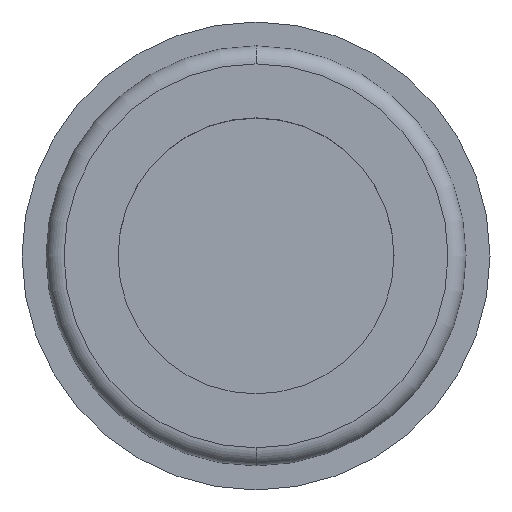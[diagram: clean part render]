
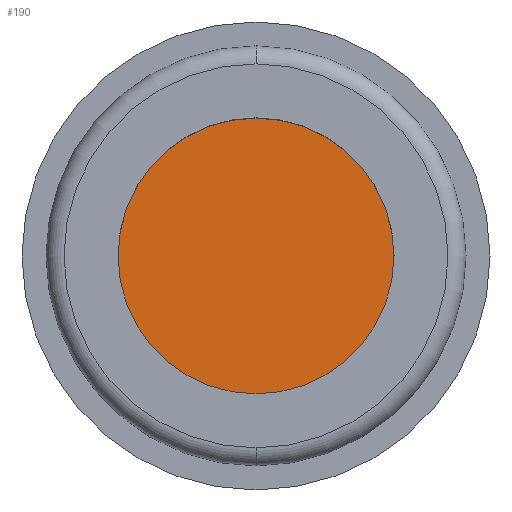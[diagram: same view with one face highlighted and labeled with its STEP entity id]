
A CAD part, top view. The second image highlights one B-rep face of the part: STEP entity #190.
In plain terms, the highlighted face is planar.
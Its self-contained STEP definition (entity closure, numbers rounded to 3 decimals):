
#50 = PLANE ( 'NONE',  #197 ) ;
#72 = EDGE_CURVE ( 'NONE', #127, #500, #435, .T. ) ;
#83 = CARTESIAN_POINT ( 'NONE',  ( 0., 10.7, -11.5 ) ) ;
#85 = DIRECTION ( 'NONE',  ( 0., 0., -1. ) ) ;
#95 = DIRECTION ( 'NONE',  ( 0., -1., 0. ) ) ;
#104 = DIRECTION ( 'NONE',  ( 0., 0., -1. ) ) ;
#108 = CARTESIAN_POINT ( 'NONE',  ( 0., 10.7, 11.5 ) ) ;
#127 = VERTEX_POINT ( 'NONE', #108 ) ;
#149 = CARTESIAN_POINT ( 'NONE',  ( 0., 10.7, 0. ) ) ;
#190 = ADVANCED_FACE ( 'NONE', ( #358 ), #50, .T. ) ;
#197 = AXIS2_PLACEMENT_3D ( 'NONE', #372, #95, #560 ) ;
#204 = DIRECTION ( 'NONE',  ( 0., -1., 0. ) ) ;
#220 = ORIENTED_EDGE ( 'NONE', *, *, #633, .T. ) ;
#256 = ORIENTED_EDGE ( 'NONE', *, *, #72, .T. ) ;
#303 = CIRCLE ( 'NONE', #538, 11.5 ) ;
#347 = AXIS2_PLACEMENT_3D ( 'NONE', #477, #539, #85 ) ;
#358 = FACE_OUTER_BOUND ( 'NONE', #592, .T. ) ;
#372 = CARTESIAN_POINT ( 'NONE',  ( 0., 10.7, 0. ) ) ;
#435 = CIRCLE ( 'NONE', #347, 11.5 ) ;
#477 = CARTESIAN_POINT ( 'NONE',  ( 0., 10.7, 0. ) ) ;
#500 = VERTEX_POINT ( 'NONE', #83 ) ;
#538 = AXIS2_PLACEMENT_3D ( 'NONE', #149, #204, #104 ) ;
#539 = DIRECTION ( 'NONE',  ( 0., -1., 0. ) ) ;
#560 = DIRECTION ( 'NONE',  ( 0., 0., -1. ) ) ;
#592 = EDGE_LOOP ( 'NONE', ( #220, #256 ) ) ;
#633 = EDGE_CURVE ( 'NONE', #500, #127, #303, .T. ) ;
